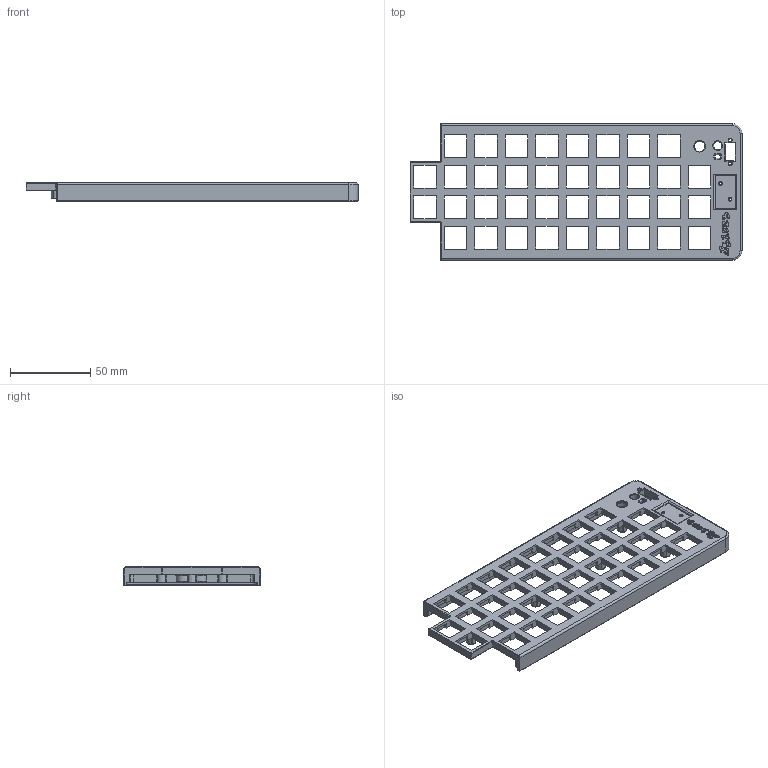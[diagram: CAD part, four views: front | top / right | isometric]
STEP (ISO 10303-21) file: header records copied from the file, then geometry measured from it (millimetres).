
FILE_DESCRIPTION(/* description */ (''),/* implementation_level */ '2;1');
FILE_NAME(/* name */ 'JB69 Plate R.step',/* time_stamp */ '2023-10-30T12:27:03-04:00',/* author */ (''),/* organization */ (''),/* preprocessor_version */ 'ST-DEVELOPER v20',/* originating_system */ 'Autodesk Translation Framework v12.14.0.127',/* authorisation */ '');
FILE_SCHEMA (('AUTOMOTIVE_DESIGN { 1 0 10303 214 3 1 1 }'));
Products named in the file (1): JB69
Bounding box: 206.79 x 85 x 11.5 mm (x, y, z)
Volume: 50725.5 mm3; surface area: 39681.7 mm2
Topology: 1 solids, 1 shells, 1639 faces, 4760 edges, 3117 vertices
Faces by surface type: bspline 781, plane 655, cylinder 133, torus 66, sphere 4
Full cylindrical faces by diameter (mm): 1.5 x2, 1.8 x2, 2.9 x5, 5.3 x1, 6.5 x1, 8.5 x1, 9 x1
Entity records: 56050 total; most frequent: CARTESIAN_POINT 20270, ORIENTED_EDGE 9508, DIRECTION 5173, EDGE_CURVE 4754, VERTEX_POINT 3117, LINE 2865, VECTOR 2865, EDGE_LOOP 1729
